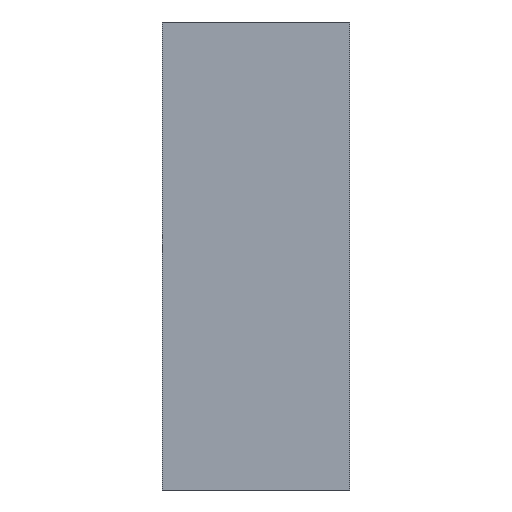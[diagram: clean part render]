
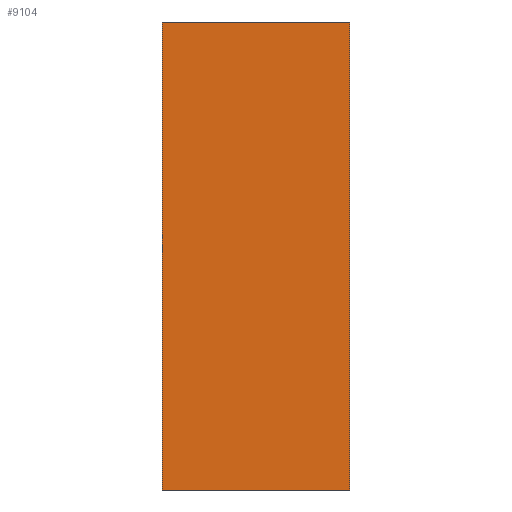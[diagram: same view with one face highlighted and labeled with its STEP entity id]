
A CAD part, left-side view. The second image highlights one B-rep face of the part: STEP entity #9104.
In plain terms, the highlighted planar face has unit normal (-1, 0, 0).
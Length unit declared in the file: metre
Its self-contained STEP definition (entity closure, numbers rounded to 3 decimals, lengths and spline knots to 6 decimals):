
#1592=ORIENTED_EDGE('',*,*,#3968,.T.);
#1593=ORIENTED_EDGE('',*,*,#2859,.F.);
#1594=ORIENTED_EDGE('',*,*,#3969,.F.);
#1595=ORIENTED_EDGE('',*,*,#2852,.T.);
#2852=EDGE_CURVE('',#4171,#4169,#5047,.T.);
#2859=EDGE_CURVE('',#4177,#4174,#5053,.T.);
#3968=EDGE_CURVE('',#4169,#4174,#6027,.T.);
#3969=EDGE_CURVE('',#4171,#4177,#6028,.T.);
#4169=VERTEX_POINT('',#12122);
#4171=VERTEX_POINT('',#12125);
#4174=VERTEX_POINT('',#12133);
#4177=VERTEX_POINT('',#12138);
#5047=LINE('',#12124,#6189);
#5053=LINE('',#12139,#6195);
#6027=LINE('',#14423,#7169);
#6028=LINE('',#14424,#7170);
#6189=VECTOR('',#9805,1.);
#6195=VECTOR('',#9815,1.);
#7169=VECTOR('',#11713,1.);
#7170=VECTOR('',#11714,1.);
#7657=EDGE_LOOP('',(#1592,#1593,#1594,#1595));
#8181=FACE_BOUND('',#7657,.T.);
#8701=PLANE('',#9669);
#9104=ADVANCED_FACE('',(#8181),#8701,.F.);
#9669=AXIS2_PLACEMENT_3D('',#14422,#11711,#11712);
#9805=DIRECTION('',(0.,1.,0.));
#9815=DIRECTION('',(0.,1.,0.));
#11711=DIRECTION('',(1.,0.,0.));
#11712=DIRECTION('',(0.,0.,-1.));
#11713=DIRECTION('',(0.,0.,-1.));
#11714=DIRECTION('',(0.,0.,-1.));
#12122=CARTESIAN_POINT('',(-0.065,0.,0.025));
#12124=CARTESIAN_POINT('',(-0.065,-0.02,0.025));
#12125=CARTESIAN_POINT('',(-0.065,-0.02,0.025));
#12133=CARTESIAN_POINT('',(-0.065,0.,-0.025));
#12138=CARTESIAN_POINT('',(-0.065,-0.02,-0.025));
#12139=CARTESIAN_POINT('',(-0.065,-0.02,-0.025));
#14422=CARTESIAN_POINT('',(-0.065,-0.02,0.));
#14423=CARTESIAN_POINT('',(-0.065,0.,0.));
#14424=CARTESIAN_POINT('',(-0.065,-0.02,0.));
